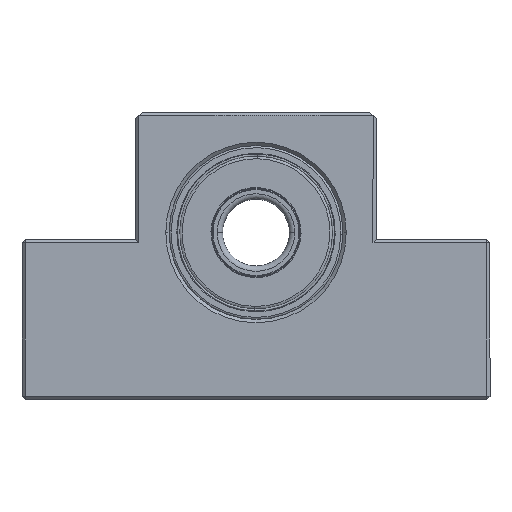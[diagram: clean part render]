
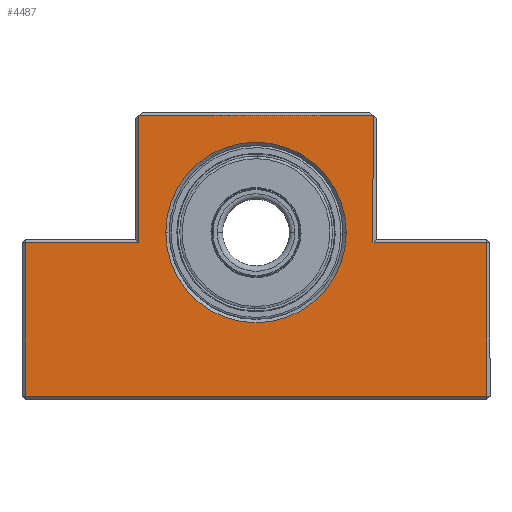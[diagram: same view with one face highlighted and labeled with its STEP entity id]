
A CAD part, top view. The second image highlights one B-rep face of the part: STEP entity #4487.
In plain terms, the highlighted planar face has unit normal (0, 0, 1).
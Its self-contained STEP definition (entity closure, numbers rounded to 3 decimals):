
#3461 = CARTESIAN_POINT ( 'NONE',  ( 34.5, 23.5, 10. ) ) ;
#3462 = CARTESIAN_POINT ( 'NONE',  ( 13.5, 25., 10. ) ) ;
#3467 = CARTESIAN_POINT ( 'NONE',  ( 17.5, 23.5, 10. ) ) ;
#3493 = CARTESIAN_POINT ( 'NONE',  ( -13.5, 25., 10. ) ) ;
#3498 = DIRECTION ( 'NONE',  ( 1., 0., 0. ) ) ;
#3499 = DIRECTION ( 'NONE',  ( 0., 0., 1. ) ) ;
#3500 = CARTESIAN_POINT ( 'NONE',  ( 35., 24., 10. ) ) ;
#3501 = AXIS2_PLACEMENT_3D ( 'NONE', #3500, #3499, #3498 ) ;
#3503 = PLANE ( 'NONE',  #3501 ) ;
#3504 = FACE_OUTER_BOUND ( 'NONE', #4478, .T. ) ;
#3510 = FACE_BOUND ( 'NONE', #4521, .T. ) ;
#3513 = DIRECTION ( 'NONE',  ( 1., 0., 0. ) ) ;
#3514 = DIRECTION ( 'NONE',  ( 0., 0., -1. ) ) ;
#3515 = CARTESIAN_POINT ( 'NONE',  ( 0., 25., 10. ) ) ;
#3516 = AXIS2_PLACEMENT_3D ( 'NONE', #3515, #3514, #3513 ) ;
#3517 = CIRCLE ( 'NONE', #3516, 13.5 ) ;
#3518 = DIRECTION ( 'NONE',  ( -1., 0., 0. ) ) ;
#3519 = VECTOR ( 'NONE', #3518, 1000. ) ;
#3520 = CARTESIAN_POINT ( 'NONE',  ( 18., 23.5, 10. ) ) ;
#3521 = DIRECTION ( 'NONE',  ( 1., 0., 0. ) ) ;
#3522 = DIRECTION ( 'NONE',  ( 0., 0., -1. ) ) ;
#3523 = CARTESIAN_POINT ( 'NONE',  ( 0., 25., 10. ) ) ;
#3524 = AXIS2_PLACEMENT_3D ( 'NONE', #3523, #3522, #3521 ) ;
#3525 = CIRCLE ( 'NONE', #3524, 13.5 ) ;
#3526 = LINE ( 'NONE', #3520, #3519 ) ;
#3537 = CARTESIAN_POINT ( 'NONE',  ( -34.5, 23.5, 10. ) ) ;
#3560 = DIRECTION ( 'NONE',  ( -1., 0., 0. ) ) ;
#3561 = VECTOR ( 'NONE', #3560, 1000. ) ;
#3562 = CARTESIAN_POINT ( 'NONE',  ( -35., 23.5, 10. ) ) ;
#3563 = LINE ( 'NONE', #3562, #3561 ) ;
#3588 = CARTESIAN_POINT ( 'NONE',  ( -17.5, 23.5, 10. ) ) ;
#3607 = DIRECTION ( 'NONE',  ( 0., -1., 0. ) ) ;
#3608 = VECTOR ( 'NONE', #3607, 1000. ) ;
#3609 = CARTESIAN_POINT ( 'NONE',  ( -17.5, 24., 10. ) ) ;
#3610 = LINE ( 'NONE', #3609, #3608 ) ;
#3620 = CARTESIAN_POINT ( 'NONE',  ( 35., 0.5, 10. ) ) ;
#3621 = LINE ( 'NONE', #3620, #3684 ) ;
#3645 = CARTESIAN_POINT ( 'NONE',  ( -17.5, 42.5, 10. ) ) ;
#3646 = CARTESIAN_POINT ( 'NONE',  ( 17.5, 42.5, 10. ) ) ;
#3647 = DIRECTION ( 'NONE',  ( -1., 0., 0. ) ) ;
#3648 = VECTOR ( 'NONE', #3647, 1000. ) ;
#3649 = CARTESIAN_POINT ( 'NONE',  ( -17., 42.5, 10. ) ) ;
#3650 = LINE ( 'NONE', #3649, #3648 ) ;
#3668 = DIRECTION ( 'NONE',  ( 0., -1., 0. ) ) ;
#3669 = VECTOR ( 'NONE', #3668, 1000. ) ;
#3670 = CARTESIAN_POINT ( 'NONE',  ( -34.5, 0., 10. ) ) ;
#3671 = LINE ( 'NONE', #3670, #3669 ) ;
#3672 = DIRECTION ( 'NONE',  ( 0., 1., 0. ) ) ;
#3673 = VECTOR ( 'NONE', #3672, 1000. ) ;
#3674 = CARTESIAN_POINT ( 'NONE',  ( 17.5, 42., 10. ) ) ;
#3675 = LINE ( 'NONE', #3674, #3673 ) ;
#3676 = CARTESIAN_POINT ( 'NONE',  ( -34.5, 0.5, 10. ) ) ;
#3678 = DIRECTION ( 'NONE',  ( 0., 1., 0. ) ) ;
#3679 = VECTOR ( 'NONE', #3678, 1000. ) ;
#3680 = CARTESIAN_POINT ( 'NONE',  ( 34.5, 24., 10. ) ) ;
#3681 = LINE ( 'NONE', #3680, #3679 ) ;
#3682 = CARTESIAN_POINT ( 'NONE',  ( 34.5, 0.5, 10. ) ) ;
#3683 = DIRECTION ( 'NONE',  ( 1., 0., 0. ) ) ;
#3684 = VECTOR ( 'NONE', #3683, 1000. ) ;
#4473 = ORIENTED_EDGE ( 'NONE', *, *, #4563, .T. ) ;
#4474 = VERTEX_POINT ( 'NONE', #3467 ) ;
#4475 = VERTEX_POINT ( 'NONE', #3462 ) ;
#4476 = VERTEX_POINT ( 'NONE', #3461 ) ;
#4477 = EDGE_CURVE ( 'NONE', #4490, #4475, #3525, .T. ) ;
#4478 = EDGE_LOOP ( 'NONE', ( #4480, #4473, #4536, #4532, #4503, #4564, #4557, #4560 ) ) ;
#4479 = ORIENTED_EDGE ( 'NONE', *, *, #4483, .T. ) ;
#4480 = ORIENTED_EDGE ( 'NONE', *, *, #4482, .T. ) ;
#4481 = ORIENTED_EDGE ( 'NONE', *, *, #4477, .T. ) ;
#4482 = EDGE_CURVE ( 'NONE', #4476, #4474, #3526, .T. ) ;
#4483 = EDGE_CURVE ( 'NONE', #4475, #4490, #3517, .T. ) ;
#4487 = ADVANCED_FACE ( 'NONE', ( #3510, #3504 ), #3503, .T. ) ;
#4490 = VERTEX_POINT ( 'NONE', #3493 ) ;
#4503 = ORIENTED_EDGE ( 'NONE', *, *, #4525, .T. ) ;
#4504 = VERTEX_POINT ( 'NONE', #3537 ) ;
#4515 = VERTEX_POINT ( 'NONE', #3588 ) ;
#4521 = EDGE_LOOP ( 'NONE', ( #4479, #4481 ) ) ;
#4525 = EDGE_CURVE ( 'NONE', #4515, #4504, #3563, .T. ) ;
#4532 = ORIENTED_EDGE ( 'NONE', *, *, #4534, .T. ) ;
#4534 = EDGE_CURVE ( 'NONE', #4548, #4515, #3610, .T. ) ;
#4536 = ORIENTED_EDGE ( 'NONE', *, *, #4545, .T. ) ;
#4545 = EDGE_CURVE ( 'NONE', #4546, #4548, #3650, .T. ) ;
#4546 = VERTEX_POINT ( 'NONE', #3646 ) ;
#4548 = VERTEX_POINT ( 'NONE', #3645 ) ;
#4557 = ORIENTED_EDGE ( 'NONE', *, *, #4558, .T. ) ;
#4558 = EDGE_CURVE ( 'NONE', #4562, #4559, #3621, .T. ) ;
#4559 = VERTEX_POINT ( 'NONE', #3682 ) ;
#4560 = ORIENTED_EDGE ( 'NONE', *, *, #4561, .T. ) ;
#4561 = EDGE_CURVE ( 'NONE', #4559, #4476, #3681, .T. ) ;
#4562 = VERTEX_POINT ( 'NONE', #3676 ) ;
#4563 = EDGE_CURVE ( 'NONE', #4474, #4546, #3675, .T. ) ;
#4564 = ORIENTED_EDGE ( 'NONE', *, *, #4565, .T. ) ;
#4565 = EDGE_CURVE ( 'NONE', #4504, #4562, #3671, .T. ) ;
